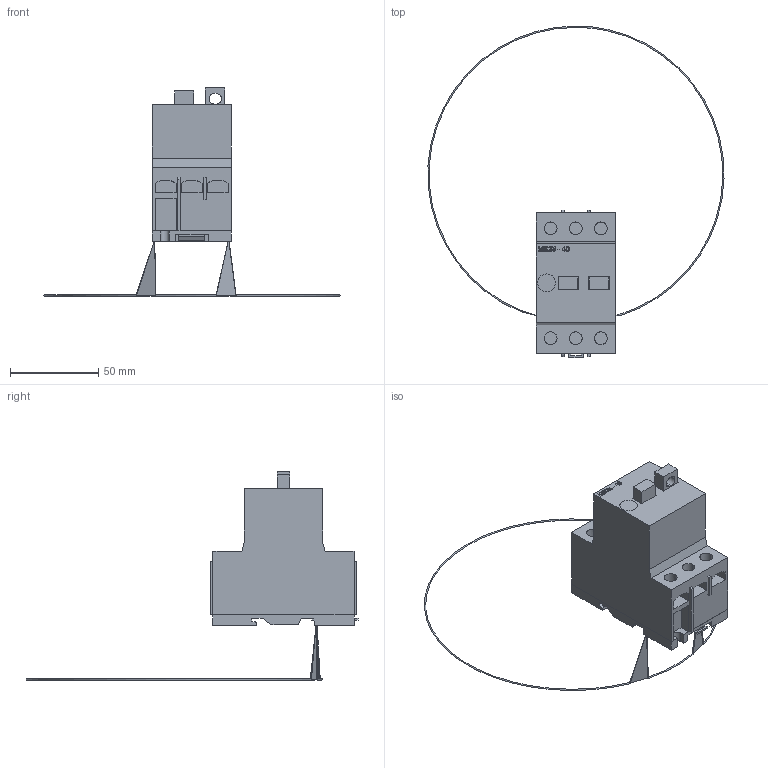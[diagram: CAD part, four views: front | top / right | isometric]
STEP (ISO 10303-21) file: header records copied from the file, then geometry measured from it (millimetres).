
FILE_DESCRIPTION (( 'STEP AP214' ), '1' );
FILE_NAME ('MS25-40.STEP', '2011-02-07T18:40:09', ( ' ' ), ( ' ' ), 'SwSTEP 2.0', 'SolidWorks 2009', '' );
FILE_SCHEMA (( 'AUTOMOTIVE_DESIGN' ));
Length unit declared in the file: millimetre
Products named in the file (1): MS25-40
Bounding box: 167.81 x 188.2 x 117.96 mm (x, y, z)
Volume: 207477.6 mm3; surface area: 47314.6 mm2
Topology: 6 solids, 6 shells, 334 faces, 932 edges, 621 vertices
Faces by surface type: plane 239, cylinder 49, bspline 44, torus 2
Entity records: 17113 total; most frequent: CARTESIAN_POINT 5073, ORIENTED_EDGE 1864, DIRECTION 1490, EDGE_CURVE 932, VECTOR 728, LINE 728, VERTEX_POINT 620, AXIS2_PLACEMENT_3D 381
